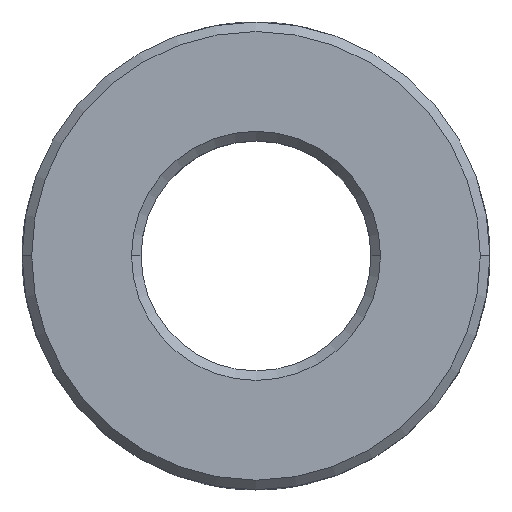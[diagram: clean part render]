
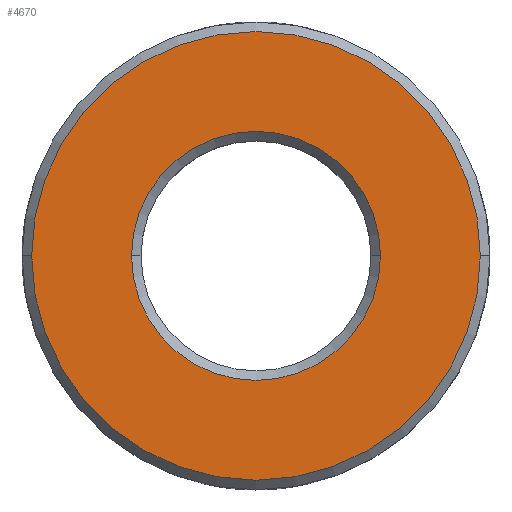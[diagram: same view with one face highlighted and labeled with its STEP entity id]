
A CAD part, top view. The second image highlights one B-rep face of the part: STEP entity #4670.
In plain terms, the highlighted planar face has unit normal (0, 0, 1).
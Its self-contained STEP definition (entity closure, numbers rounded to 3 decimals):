
#170 = DIRECTION ( 'NONE',  ( 0., 0., -1. ) ) ;
#278 = DIRECTION ( 'NONE',  ( 0., 0., 1. ) ) ;
#442 = CARTESIAN_POINT ( 'NONE',  ( 0., 0., 1.905 ) ) ;
#535 = EDGE_LOOP ( 'NONE', ( #5193, #2576 ) ) ;
#739 = AXIS2_PLACEMENT_3D ( 'NONE', #2870, #170, #3317 ) ;
#829 = VERTEX_POINT ( 'NONE', #2636 ) ;
#907 = DIRECTION ( 'NONE',  ( 1., 0., 0. ) ) ;
#1193 = VERTEX_POINT ( 'NONE', #1523 ) ;
#1438 = CARTESIAN_POINT ( 'NONE',  ( -5.969, 0., 1.905 ) ) ;
#1523 = CARTESIAN_POINT ( 'NONE',  ( 5.969, 0., 1.905 ) ) ;
#1659 = CARTESIAN_POINT ( 'NONE',  ( 0., 0., 1.905 ) ) ;
#1768 = AXIS2_PLACEMENT_3D ( 'NONE', #442, #3577, #907 ) ;
#2047 = CIRCLE ( 'NONE', #3831, 5.969 ) ;
#2105 = DIRECTION ( 'NONE',  ( 1., 0., 0. ) ) ;
#2355 = EDGE_LOOP ( 'NONE', ( #3622, #4328 ) ) ;
#2356 = CARTESIAN_POINT ( 'NONE',  ( 0., 0., 1.905 ) ) ;
#2464 = EDGE_CURVE ( 'NONE', #4864, #829, #4410, .T. ) ;
#2517 = FACE_OUTER_BOUND ( 'NONE', #2355, .T. ) ;
#2576 = ORIENTED_EDGE ( 'NONE', *, *, #3944, .T. ) ;
#2636 = CARTESIAN_POINT ( 'NONE',  ( -3.313, 0., 1.905 ) ) ;
#2795 = DIRECTION ( 'NONE',  ( 1., 0., 0. ) ) ;
#2866 = EDGE_CURVE ( 'NONE', #1193, #5208, #2047, .T. ) ;
#2870 = CARTESIAN_POINT ( 'NONE',  ( 0., 0., 1.905 ) ) ;
#2971 = CARTESIAN_POINT ( 'NONE',  ( 0., 0., 1.905 ) ) ;
#3317 = DIRECTION ( 'NONE',  ( 1., 0., 0. ) ) ;
#3417 = DIRECTION ( 'NONE',  ( 1., 0., 0. ) ) ;
#3577 = DIRECTION ( 'NONE',  ( 0., 0., -1. ) ) ;
#3622 = ORIENTED_EDGE ( 'NONE', *, *, #4845, .T. ) ;
#3680 = CIRCLE ( 'NONE', #4323, 5.969 ) ;
#3831 = AXIS2_PLACEMENT_3D ( 'NONE', #2356, #5460, #2795 ) ;
#3944 = EDGE_CURVE ( 'NONE', #829, #4864, #4246, .T. ) ;
#4246 = CIRCLE ( 'NONE', #739, 3.313 ) ;
#4323 = AXIS2_PLACEMENT_3D ( 'NONE', #1659, #4751, #2105 ) ;
#4328 = ORIENTED_EDGE ( 'NONE', *, *, #2866, .T. ) ;
#4410 = CIRCLE ( 'NONE', #1768, 3.313 ) ;
#4609 = AXIS2_PLACEMENT_3D ( 'NONE', #2971, #278, #3417 ) ;
#4670 = ADVANCED_FACE ( 'NONE', ( #4738, #2517 ), #5635, .T. ) ;
#4738 = FACE_BOUND ( 'NONE', #535, .T. ) ;
#4751 = DIRECTION ( 'NONE',  ( 0., 0., 1. ) ) ;
#4845 = EDGE_CURVE ( 'NONE', #5208, #1193, #3680, .T. ) ;
#4864 = VERTEX_POINT ( 'NONE', #5205 ) ;
#5193 = ORIENTED_EDGE ( 'NONE', *, *, #2464, .T. ) ;
#5205 = CARTESIAN_POINT ( 'NONE',  ( 3.313, 0., 1.905 ) ) ;
#5208 = VERTEX_POINT ( 'NONE', #1438 ) ;
#5460 = DIRECTION ( 'NONE',  ( 0., 0., 1. ) ) ;
#5635 = PLANE ( 'NONE',  #4609 ) ;
